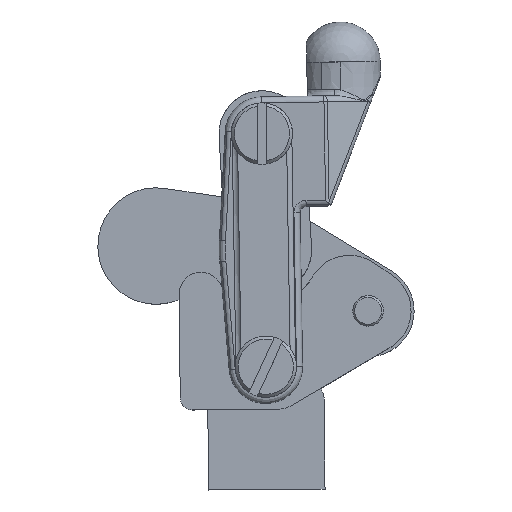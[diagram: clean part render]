
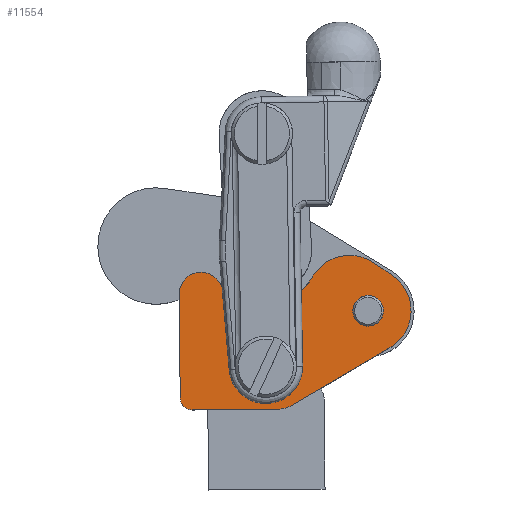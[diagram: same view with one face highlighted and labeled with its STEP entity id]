
A CAD part, top view. The second image highlights one B-rep face of the part: STEP entity #11554.
In plain terms, the highlighted planar face has unit normal (0, 0, 1).
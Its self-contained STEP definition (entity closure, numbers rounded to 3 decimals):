
#234=CARTESIAN_POINT('',(20.603,-18.287,1.37));
#235=VERTEX_POINT('',#234);
#252=CARTESIAN_POINT('',(15.604,-18.324,1.37));
#253=VERTEX_POINT('',#252);
#260=CARTESIAN_POINT('',(18.103,-18.305,1.37));
#261=DIRECTION('',(0.,0.,-1.));
#262=DIRECTION('',(1.,0.008,0.));
#263=AXIS2_PLACEMENT_3D('',#260,#261,#262);
#264=CIRCLE('',#263,2.5);
#265=EDGE_CURVE('',#235,#253,#264,.T.);
#361=CARTESIAN_POINT('',(-11.944,-33.885,1.37));
#362=VERTEX_POINT('',#361);
#378=CARTESIAN_POINT('',(-10.525,-34.46,1.37));
#379=VERTEX_POINT('',#378);
#386=CARTESIAN_POINT('',(-10.54,-32.46,1.37));
#387=DIRECTION('',(0.,0.,-1.0));
#388=DIRECTION('',(-0.702,-0.712,0.));
#389=AXIS2_PLACEMENT_3D('',#386,#387,#388);
#390=CIRCLE('',#389,2.);
#391=EDGE_CURVE('',#379,#362,#390,.T.);
#401=CARTESIAN_POINT('',(4.574,-34.175,1.37));
#402=VERTEX_POINT('',#401);
#411=CARTESIAN_POINT('',(3.281,-34.355,1.37));
#412=VERTEX_POINT('',#411);
#413=CARTESIAN_POINT('',(3.243,-29.356,1.37));
#414=DIRECTION('',(0.,0.,-1.0));
#415=DIRECTION('',(0.266,-0.964,0.));
#416=AXIS2_PLACEMENT_3D('',#413,#414,#415);
#417=CIRCLE('',#416,5.0);
#418=EDGE_CURVE('',#402,#412,#417,.T.);
#8093=CARTESIAN_POINT('',(7.421,-27.332,1.37));
#8094=VERTEX_POINT('',#8093);
#8101=CARTESIAN_POINT('',(7.217,-15.067,1.37));
#8102=VERTEX_POINT('',#8101);
#8103=CARTESIAN_POINT('',(7.217,-15.067,1.37));
#8104=DIRECTION('',(0.017,-1.,0.));
#8105=VECTOR('',#8104,12.266);
#8106=LINE('',#8103,#8105);
#8107=EDGE_CURVE('',#8102,#8094,#8106,.T.);
#10369=CARTESIAN_POINT('',(-5.745,-14.237,1.37));
#10370=VERTEX_POINT('',#10369);
#10395=CARTESIAN_POINT('',(-4.555,-27.95,1.37));
#10396=VERTEX_POINT('',#10395);
#10403=CARTESIAN_POINT('',(1.422,-27.432,1.37));
#10404=DIRECTION('',(0.,0.,-1.));
#10405=DIRECTION('',(-1.,-0.017,0.));
#10406=AXIS2_PLACEMENT_3D('',#10403,#10404,#10405);
#10407=CIRCLE('',#10406,6.0);
#10408=EDGE_CURVE('',#8094,#10396,#10407,.T.);
#11387=CARTESIAN_POINT('',(-4.555,-27.95,1.37));
#11388=DIRECTION('',(-0.086,0.996,0.));
#11389=VECTOR('',#11388,13.765);
#11390=LINE('',#11387,#11389);
#11391=EDGE_CURVE('',#10396,#10370,#11390,.T.);
#11415=CARTESIAN_POINT('',(5.776,-33.667,1.37));
#11416=VERTEX_POINT('',#11415);
#11423=CARTESIAN_POINT('',(3.243,-29.356,1.37));
#11424=DIRECTION('',(0.,0.,-1.0));
#11425=DIRECTION('',(0.266,-0.964,0.));
#11426=AXIS2_PLACEMENT_3D('',#11423,#11424,#11425);
#11427=CIRCLE('',#11426,5.0);
#11428=EDGE_CURVE('',#11416,#402,#11427,.T.);
#11439=CARTESIAN_POINT('',(-10.525,-34.46,1.37));
#11440=DIRECTION('',(1.,0.008,0.));
#11441=VECTOR('',#11440,13.806);
#11442=LINE('',#11439,#11441);
#11443=EDGE_CURVE('',#379,#412,#11442,.T.);
#11456=CARTESIAN_POINT('',(3.473,-34.283,1.37));
#11457=DIRECTION('',(0.0,0.0,1.0));
#11458=DIRECTION('',(1.,0.008,0.0));
#11459=AXIS2_PLACEMENT_3D('',#11456,#11457,#11458);
#11460=PLANE('',#11459);
#11461=ORIENTED_EDGE('',*,*,#11391,.T.);
#11462=CARTESIAN_POINT('',(-6.284,-13.53,1.37));
#11463=VERTEX_POINT('',#11462);
#11464=CARTESIAN_POINT('',(1.134,-8.434,1.37));
#11465=DIRECTION('',(0.,0.,1.));
#11466=DIRECTION('',(0.824,0.566,0.));
#11467=AXIS2_PLACEMENT_3D('',#11464,#11465,#11466);
#11468=CIRCLE('',#11467,9.0);
#11469=EDGE_CURVE('',#11463,#10370,#11468,.T.);
#11470=ORIENTED_EDGE('',*,*,#11469,.F.);
#11471=CARTESIAN_POINT('',(-12.668,-15.538,1.37));
#11472=VERTEX_POINT('',#11471);
#11473=CARTESIAN_POINT('',(-9.168,-15.512,1.37));
#11474=DIRECTION('',(0.,0.,-1.));
#11475=DIRECTION('',(0.824,0.566,0.));
#11476=AXIS2_PLACEMENT_3D('',#11473,#11474,#11475);
#11477=CIRCLE('',#11476,3.5);
#11478=EDGE_CURVE('',#11472,#11463,#11477,.T.);
#11479=ORIENTED_EDGE('',*,*,#11478,.F.);
#11480=CARTESIAN_POINT('',(-12.54,-32.475,1.37));
#11481=VERTEX_POINT('',#11480);
#11482=CARTESIAN_POINT('',(-12.54,-32.475,1.37));
#11483=DIRECTION('',(-0.008,1.,0.0));
#11484=VECTOR('',#11483,16.937);
#11485=LINE('',#11482,#11484);
#11486=EDGE_CURVE('',#11481,#11472,#11485,.T.);
#11487=ORIENTED_EDGE('',*,*,#11486,.F.);
#11488=CARTESIAN_POINT('',(-10.54,-32.46,1.37));
#11489=DIRECTION('',(0.,0.,-1.0));
#11490=DIRECTION('',(-0.702,-0.712,0.));
#11491=AXIS2_PLACEMENT_3D('',#11488,#11489,#11490);
#11492=CIRCLE('',#11491,2.);
#11493=EDGE_CURVE('',#362,#11481,#11492,.T.);
#11494=ORIENTED_EDGE('',*,*,#11493,.F.);
#11495=ORIENTED_EDGE('',*,*,#391,.F.);
#11496=ORIENTED_EDGE('',*,*,#11443,.T.);
#11497=ORIENTED_EDGE('',*,*,#418,.F.);
#11498=ORIENTED_EDGE('',*,*,#11428,.F.);
#11499=CARTESIAN_POINT('',(21.649,-24.341,1.37));
#11500=VERTEX_POINT('',#11499);
#11501=CARTESIAN_POINT('',(5.776,-33.667,1.37));
#11502=DIRECTION('',(0.862,0.507,0.));
#11503=VECTOR('',#11502,18.41);
#11504=LINE('',#11501,#11503);
#11505=EDGE_CURVE('',#11416,#11500,#11504,.T.);
#11506=ORIENTED_EDGE('',*,*,#11505,.T.);
#11507=CARTESIAN_POINT('',(22.025,-12.507,1.37));
#11508=VERTEX_POINT('',#11507);
#11509=CARTESIAN_POINT('',(18.103,-18.305,1.37));
#11510=DIRECTION('',(0.,0.,-1.));
#11511=DIRECTION('',(0.507,-0.862,0.));
#11512=AXIS2_PLACEMENT_3D('',#11509,#11510,#11511);
#11513=CIRCLE('',#11512,7.);
#11514=EDGE_CURVE('',#11508,#11500,#11513,.T.);
#11515=ORIENTED_EDGE('',*,*,#11514,.F.);
#11516=CARTESIAN_POINT('',(19.008,-10.467,1.37));
#11517=VERTEX_POINT('',#11516);
#11518=CARTESIAN_POINT('',(19.008,-10.467,1.37));
#11519=DIRECTION('',(0.828,-0.56,0.));
#11520=VECTOR('',#11519,3.642);
#11521=LINE('',#11518,#11520);
#11522=EDGE_CURVE('',#11517,#11508,#11521,.T.);
#11523=ORIENTED_EDGE('',*,*,#11522,.F.);
#11524=CARTESIAN_POINT('',(8.982,-12.839,1.37));
#11525=VERTEX_POINT('',#11524);
#11526=CARTESIAN_POINT('',(15.087,-16.265,1.37));
#11527=DIRECTION('',(0.,0.,-1.0));
#11528=DIRECTION('',(0.56,0.828,0.));
#11529=AXIS2_PLACEMENT_3D('',#11526,#11527,#11528);
#11530=CIRCLE('',#11529,7.);
#11531=EDGE_CURVE('',#11525,#11517,#11530,.T.);
#11532=ORIENTED_EDGE('',*,*,#11531,.F.);
#11533=CARTESIAN_POINT('',(1.134,-8.434,1.37));
#11534=DIRECTION('',(0.,0.,1.));
#11535=DIRECTION('',(0.824,0.566,0.));
#11536=AXIS2_PLACEMENT_3D('',#11533,#11534,#11535);
#11537=CIRCLE('',#11536,9.0);
#11538=EDGE_CURVE('',#8102,#11525,#11537,.T.);
#11539=ORIENTED_EDGE('',*,*,#11538,.F.);
#11540=ORIENTED_EDGE('',*,*,#8107,.T.);
#11541=ORIENTED_EDGE('',*,*,#10408,.T.);
#11542=EDGE_LOOP('',(#11461,#11470,#11479,#11487,#11494,#11495,#11496,#11497,#11498,#11506,#11515,#11523,#11532,#11539,#11540,#11541));
#11543=FACE_OUTER_BOUND('',#11542,.T.);
#11544=ORIENTED_EDGE('',*,*,#265,.T.);
#11545=CARTESIAN_POINT('',(18.103,-18.305,1.37));
#11546=DIRECTION('',(0.,0.,-1.));
#11547=DIRECTION('',(1.,0.008,0.));
#11548=AXIS2_PLACEMENT_3D('',#11545,#11546,#11547);
#11549=CIRCLE('',#11548,2.5);
#11550=EDGE_CURVE('',#253,#235,#11549,.T.);
#11551=ORIENTED_EDGE('',*,*,#11550,.T.);
#11552=EDGE_LOOP('',(#11544,#11551));
#11553=FACE_BOUND('',#11552,.T.);
#11554=ADVANCED_FACE('',(#11543,#11553),#11460,.T.);
